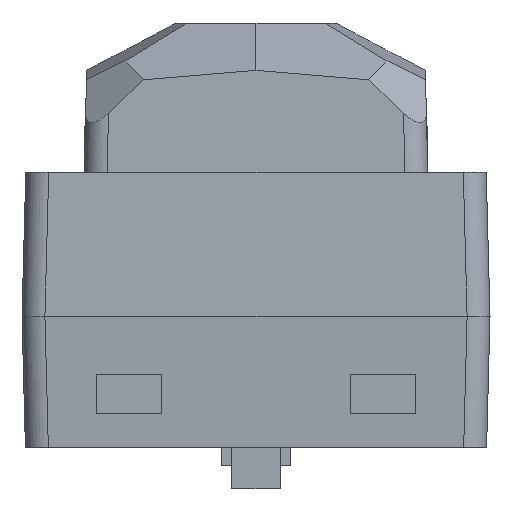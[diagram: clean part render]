
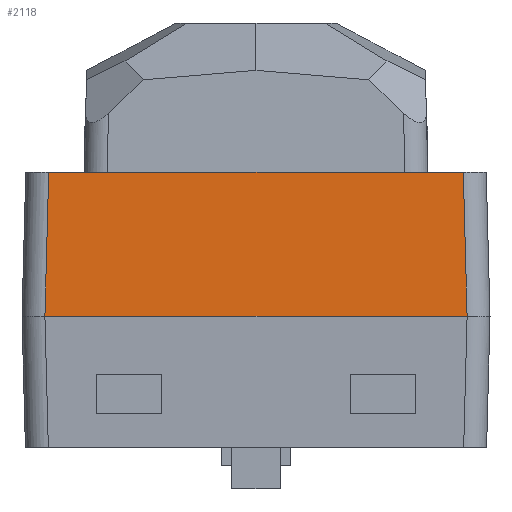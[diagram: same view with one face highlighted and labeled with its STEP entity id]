
A CAD part, left-side view. The second image highlights one B-rep face of the part: STEP entity #2118.
In plain terms, the highlighted planar face has unit normal (-1, 0, 0.026).
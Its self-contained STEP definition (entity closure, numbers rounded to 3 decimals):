
#1882=FACE_OUTER_BOUND('',#2761,.T.);
#2118=ADVANCED_FACE('',(#1882),#2347,.T.);
#2347=PLANE('',#6288);
#2761=EDGE_LOOP('',(#3324,#3325,#3326,#3327));
#3324=ORIENTED_EDGE('',*,*,#4920,.T.);
#3325=ORIENTED_EDGE('',*,*,#4930,.F.);
#3326=ORIENTED_EDGE('',*,*,#4921,.T.);
#3327=ORIENTED_EDGE('',*,*,#4910,.T.);
#4443=VERTEX_POINT('',#8527);
#4444=VERTEX_POINT('',#8529);
#4446=VERTEX_POINT('',#8576);
#4447=VERTEX_POINT('',#8580);
#4910=EDGE_CURVE('',#4444,#4443,#5475,.T.);
#4920=EDGE_CURVE('',#4443,#4446,#5480,.T.);
#4921=EDGE_CURVE('',#4447,#4444,#5481,.T.);
#4930=EDGE_CURVE('',#4447,#4446,#5488,.T.);
#5475=LINE('',#8528,#5900);
#5480=LINE('',#8577,#5905);
#5481=LINE('',#8579,#5906);
#5488=LINE('',#8597,#5913);
#5900=VECTOR('',#6752,1.);
#5905=VECTOR('',#6775,1.);
#5906=VECTOR('',#6778,1.);
#5913=VECTOR('',#6797,1.);
#6288=AXIS2_PLACEMENT_3D('',#8598,#6798,#6799);
#6752=DIRECTION('',(0.,-1.,0.));
#6775=DIRECTION('',(0.026,0.026,0.999));
#6778=DIRECTION('',(-0.026,0.026,-0.999));
#6797=DIRECTION('',(0.,-1.,0.));
#6798=DIRECTION('',(-1.,0.,0.026));
#6799=DIRECTION('',(-0.026,0.,-1.));
#8527=CARTESIAN_POINT('',(-4.208,-1.208,-0.074));
#8528=CARTESIAN_POINT('',(-4.208,8.,-0.074));
#8529=CARTESIAN_POINT('',(-4.208,17.208,-0.074));
#8576=CARTESIAN_POINT('',(-4.043,-1.043,6.201));
#8577=CARTESIAN_POINT('',(-4.193,-1.193,0.473));
#8579=CARTESIAN_POINT('',(-4.193,17.193,0.473));
#8580=CARTESIAN_POINT('',(-4.043,17.043,6.201));
#8597=CARTESIAN_POINT('',(-4.043,8.,6.201));
#8598=CARTESIAN_POINT('',(-4.2,8.,0.232));
